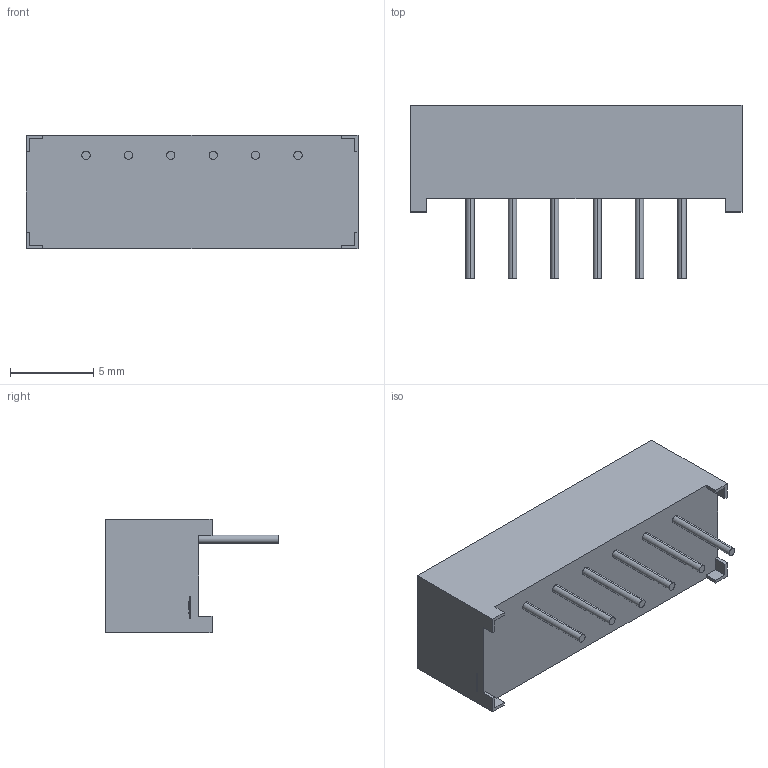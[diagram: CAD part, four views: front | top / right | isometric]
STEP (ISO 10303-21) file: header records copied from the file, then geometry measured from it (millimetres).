
FILE_DESCRIPTION (( 'STEP AP214' ), '1' );
FILE_NAME ('DF-3.STEP', '2008-09-06T01:30:22', ( '' ), ( '' ), 'SwSTEP 2.0', 'SolidWorks 2008', '' );
FILE_SCHEMA (( 'AUTOMOTIVE_DESIGN' ));
Length unit declared in the file: millimetre
Products named in the file (1): DF-3
Bounding box: 19.9 x 10.4 x 6.8 mm (x, y, z)
Volume: 764.6 mm3; surface area: 1163.2 mm2
Topology: 2 solids, 2 shells, 338 faces, 897 edges, 598 vertices
Faces by surface type: plane 210, bspline 116, cylinder 12
Entity records: 19556 total; most frequent: CARTESIAN_POINT 8222, ORIENTED_EDGE 1794, DIRECTION 1135, EDGE_CURVE 897, VECTOR 641, LINE 641, VERTEX_POINT 598, EDGE_LOOP 373
